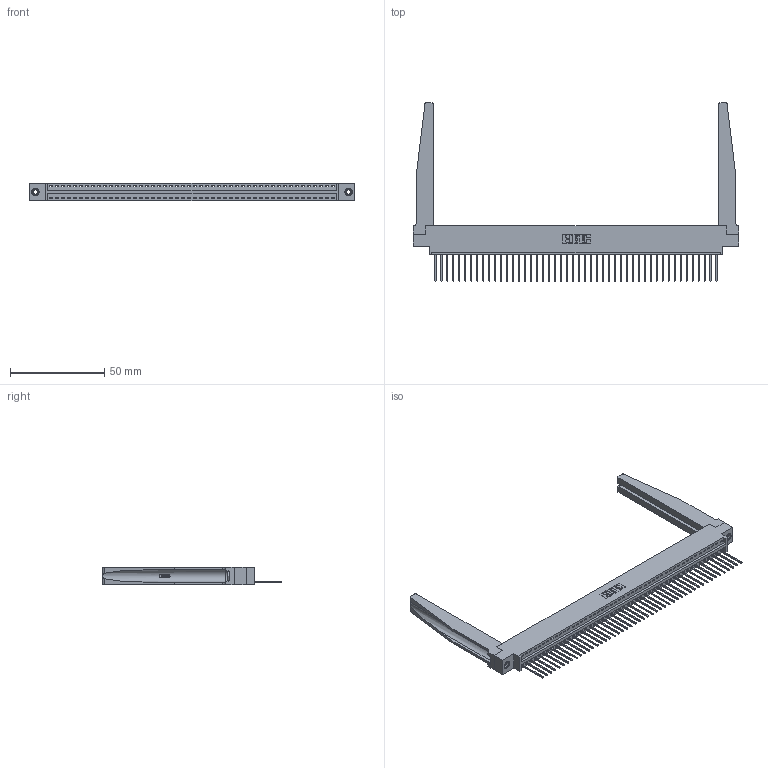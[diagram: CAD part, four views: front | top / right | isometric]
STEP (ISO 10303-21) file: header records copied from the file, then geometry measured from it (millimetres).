
FILE_DESCRIPTION (( 'STEP AP203' ), '1' );
FILE_NAME ('396-048-540-678.STEP', '2019-10-28T05:02:16', ( '' ), ( '' ), 'SwSTEP 2.0', 'SolidWorks 2016', '' );
FILE_SCHEMA (( 'CONFIG_CONTROL_DESIGN' ));
Length unit declared in the file: inch
Products named in the file (5): 345-292-001_345-293-140; 346 Part_0.170 Offset - 0.156 Dia-TH; 396-048-540-678; 346-220-078_345-220-078; 345-250-001_345-250-001-102
Assembly tree (53 placements, depth 2):
  396-048-540-678
    346 Part_0.170 Offset - 0.156 Dia-TH
    345-292-001_345-293-140  x48
    346-220-078_345-220-078  x2
    345-250-001_345-250-001-102  x2
Bounding box: 172.97 x 94.74 x 9.4 mm (x, y, z)
Volume: 23418 mm3; surface area: 27874 mm2
Topology: 53 solids, 53 shells, 3144 faces, 9397 edges, 6190 vertices
Faces by surface type: plane 2142, cylinder 950, bspline 36, cone 12, torus 4
Entity records: 33880 total; most frequent: CARTESIAN_POINT 6719, ORIENTED_EDGE 5590, DIRECTION 4905, EDGE_CURVE 2795, LINE 2377, VECTOR 2377, VERTEX_POINT 1856, AXIS2_PLACEMENT_3D 1264
